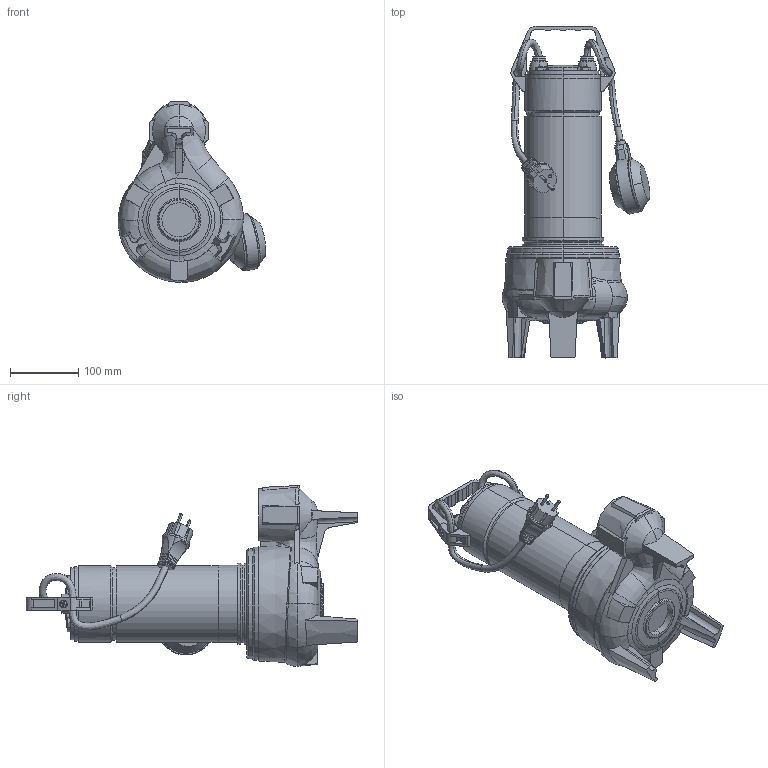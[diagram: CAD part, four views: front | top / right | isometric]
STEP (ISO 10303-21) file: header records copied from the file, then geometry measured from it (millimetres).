
FILE_DESCRIPTION (( 'STEP AP214' ), '1' );
FILE_NAME ('4_93_501_04_REV00.step', '2022-09-12T10:11:40', ( '' ), ( '' ), 'SwSTEP 2.0', 'SolidWorks 2020', '' );
FILE_SCHEMA (( 'AUTOMOTIVE_DESIGN' ));
Length unit declared in the file: millimetre
Products named in the file (2): 4_93_501_04_REV00; Copia di 4_93_501_04_REV00^4_93_501_04_REV00
Assembly tree (1 placements, depth 2):
  4_93_501_04_REV00
    Copia di 4_93_501_04_REV00^4_93_501_04_REV00
Bounding box: 215.97 x 485.2 x 264.5 mm (x, y, z)
Volume: 5770500 mm3; surface area: 475528.5 mm2
Topology: 29 solids, 29 shells, 1169 faces, 3024 edges, 1944 vertices
Faces by surface type: plane 586, cylinder 288, cone 136, bspline 109, torus 32, sphere 18
Entity records: 64883 total; most frequent: CARTESIAN_POINT 36957, ORIENTED_EDGE 6020, DIRECTION 5335, EDGE_CURVE 3010, AXIS2_PLACEMENT_3D 1968, VERTEX_POINT 1942, LINE 1399, VECTOR 1399
